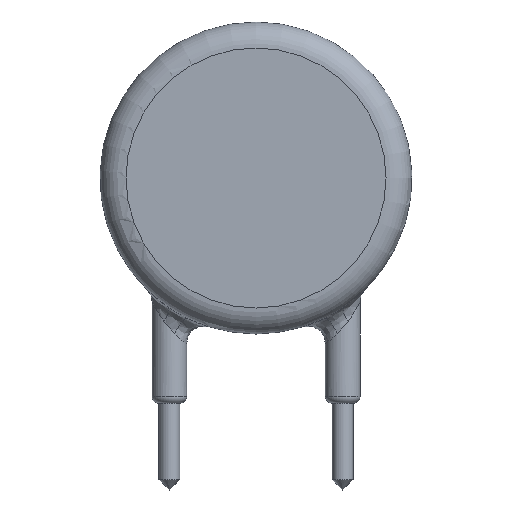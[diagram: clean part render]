
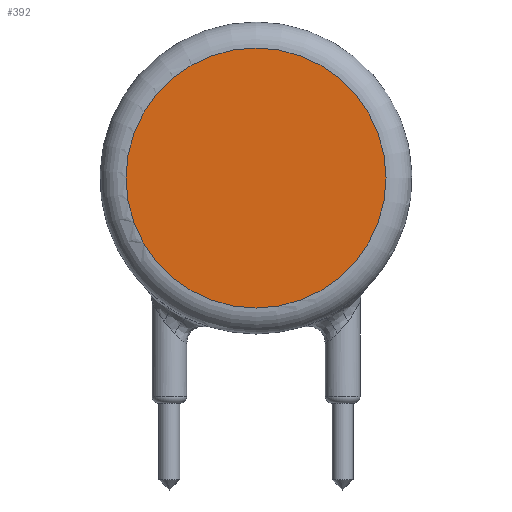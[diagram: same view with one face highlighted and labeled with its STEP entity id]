
A CAD part, front view. The second image highlights one B-rep face of the part: STEP entity #392.
In plain terms, the highlighted planar face has unit normal (0, -1, 0).
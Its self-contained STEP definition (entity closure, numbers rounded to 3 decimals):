
#15=PLANE('',#452);
#77=FACE_OUTER_BOUND('',#99,.T.);
#99=EDGE_LOOP('',(#362,#363));
#110=CIRCLE('',#422,3.75);
#115=CIRCLE('',#427,3.75);
#163=VERTEX_POINT('',#864);
#164=VERTEX_POINT('',#865);
#209=EDGE_CURVE('',#163,#164,#110,.T.);
#215=EDGE_CURVE('',#164,#163,#115,.T.);
#362=ORIENTED_EDGE('',*,*,#209,.F.);
#363=ORIENTED_EDGE('',*,*,#215,.F.);
#392=ADVANCED_FACE('',(#77),#15,.F.);
#422=AXIS2_PLACEMENT_3D('',#866,#489,#490);
#427=AXIS2_PLACEMENT_3D('',#878,#499,#500);
#452=AXIS2_PLACEMENT_3D('',#1189,#551,#552);
#489=DIRECTION('center_axis',(0.,1.,0.));
#490=DIRECTION('ref_axis',(1.,0.,0.));
#499=DIRECTION('center_axis',(0.,1.,0.));
#500=DIRECTION('ref_axis',(1.,0.,0.));
#551=DIRECTION('center_axis',(0.,1.,0.));
#552=DIRECTION('ref_axis',(1.,0.,0.));
#864=CARTESIAN_POINT('',(-3.75,-1.7,6.5));
#865=CARTESIAN_POINT('',(0.,-1.7,10.25));
#866=CARTESIAN_POINT('Origin',(0.,-1.7,6.5));
#878=CARTESIAN_POINT('Origin',(0.,-1.7,6.5));
#1189=CARTESIAN_POINT('Origin',(0.,-1.7,6.5));
